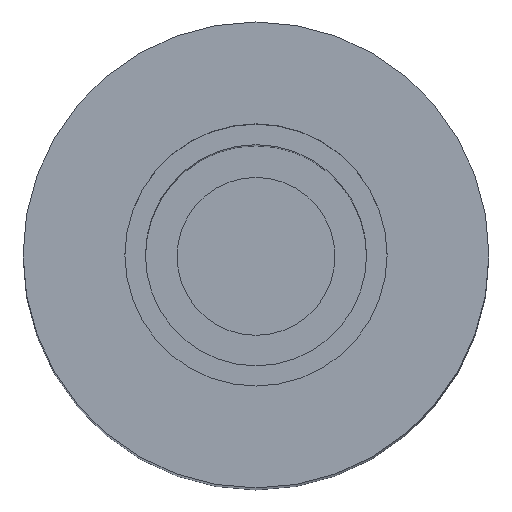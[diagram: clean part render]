
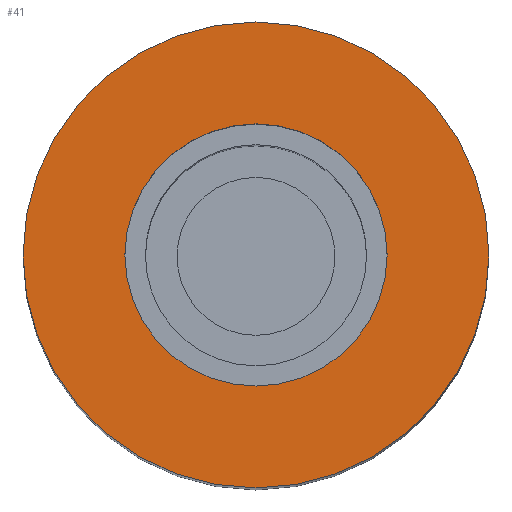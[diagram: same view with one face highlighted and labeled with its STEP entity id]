
A CAD part, top view. The second image highlights one B-rep face of the part: STEP entity #41.
In plain terms, the highlighted planar face has unit normal (0, 0, 1).
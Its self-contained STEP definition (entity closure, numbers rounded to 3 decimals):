
#41=ADVANCED_FACE('',(#87,#88),#89,.T.);
#87=FACE_BOUND('',#144,.T.);
#88=FACE_OUTER_BOUND('',#145,.T.);
#89=PLANE('',#146);
#144=EDGE_LOOP('',(#199));
#145=EDGE_LOOP('',(#200));
#146=AXIS2_PLACEMENT_3D('',#201,#202,#203);
#199=ORIENTED_EDGE('',*,*,#268,.T.);
#200=ORIENTED_EDGE('',*,*,#269,.F.);
#201=CARTESIAN_POINT('',(0.0,0.0,75.0));
#202=DIRECTION('',(0.0,0.0,1.0));
#203=DIRECTION('',(1.0,0.0,-0.0));
#268=EDGE_CURVE('',#295,#295,#296,.T.);
#269=EDGE_CURVE('',#297,#297,#298,.T.);
#295=VERTEX_POINT('',#332);
#296=CIRCLE('',#333,8.3);
#297=VERTEX_POINT('',#334);
#298=CIRCLE('',#335,14.75);
#332=CARTESIAN_POINT('',(-8.3,0.0,75.));
#333=AXIS2_PLACEMENT_3D('',#368,#369,#370);
#334=CARTESIAN_POINT('',(14.75,0.0,75.0));
#335=AXIS2_PLACEMENT_3D('',#371,#372,#373);
#368=CARTESIAN_POINT('',(0.0,0.0,75.));
#369=DIRECTION('',(-0.0,0.0,-1.0));
#370=DIRECTION('',(-1.0,0.0,0.0));
#371=CARTESIAN_POINT('',(0.0,0.0,75.0));
#372=DIRECTION('',(0.0,0.0,-1.0));
#373=DIRECTION('',(1.0,0.0,0.0));
